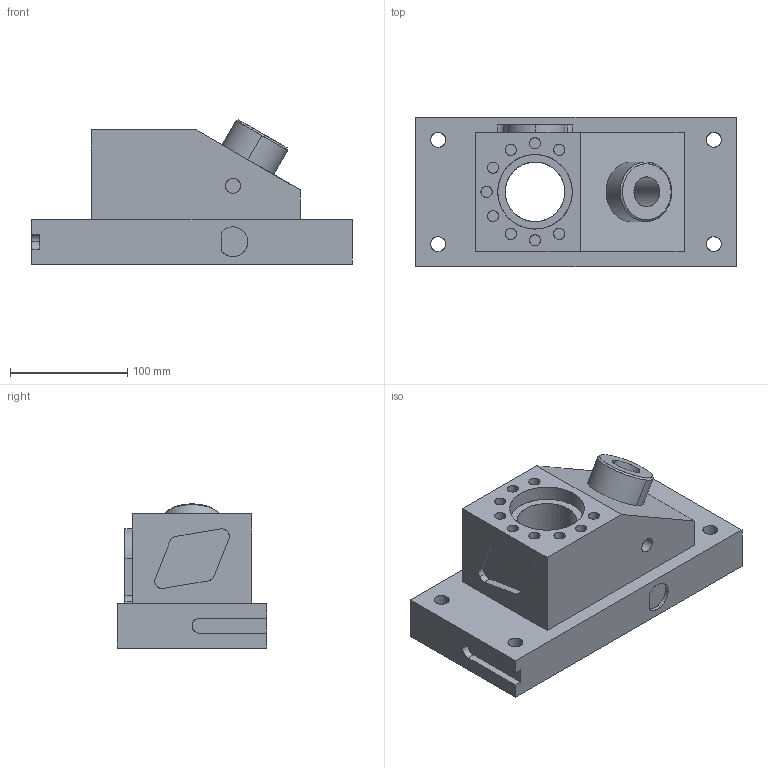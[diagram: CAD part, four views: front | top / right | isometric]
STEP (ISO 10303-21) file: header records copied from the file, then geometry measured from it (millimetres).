
FILE_DESCRIPTION(('a Product shape'),'1');
FILE_NAME('Shape Model','2001-05-16T10:35:18',('Author Name'),('C4W'), '3DShop - STep processor version : STEP','C4W 3DShop', 'Authorisation status');
FILE_SCHEMA(('AUTOMOTIVE_DESIGN_CC2 { 1 2 10303 214 -1 1 5 4 }'));
Length unit declared in the file: millimetre
Products named in the file (1): Product
Bounding box: 273.05 x 127 x 122.82 mm (x, y, z)
Surface area: 173892.6 mm2 (no closed solid volume)
Topology: 0 solids, 137 shells, 137 faces, 686 edges, 686 vertices
Faces by surface type: bspline 137
Entity records: 25197 total; most frequent: CARTESIAN_POINT 18732, B_SPLINE_CURVE_WITH_KNOTS 1047, ORIENTED_EDGE 686, EDGE_CURVE 686, VERTEX_POINT 686, SURFACE_CURVE 686, PCURVE 686, DEFINITIONAL_REPRESENTATION 686
